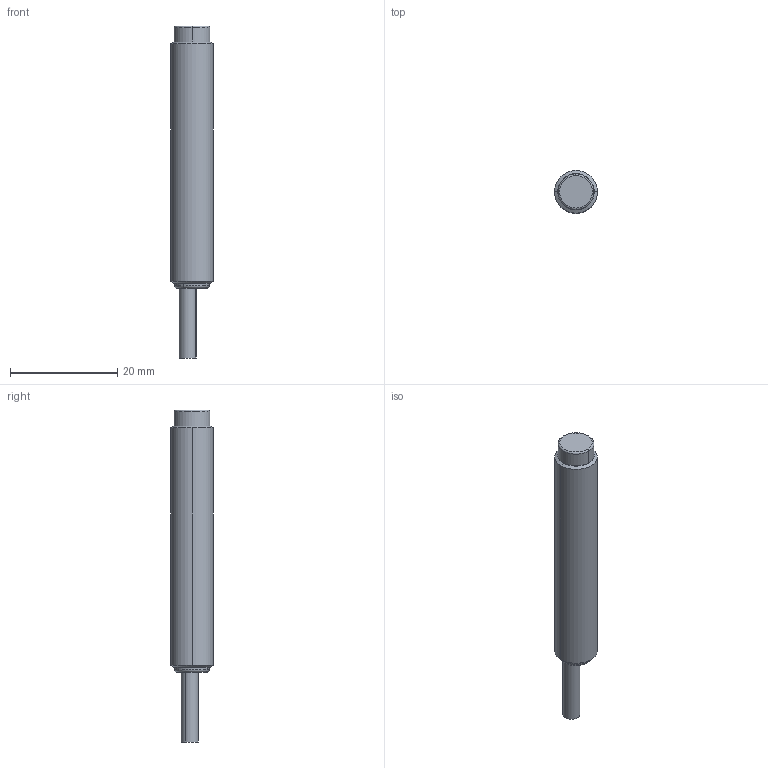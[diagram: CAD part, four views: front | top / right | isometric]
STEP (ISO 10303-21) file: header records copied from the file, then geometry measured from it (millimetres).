
FILE_DESCRIPTION((''),'2;1');
FILE_NAME('M8_LONG_NO_FLUSH_CABLE_ASM','2018-05-23T',('Eric.Zhang'),(''),'PRO/ENGINEER BY PARAMETRIC TECHNOLOGY CORPORATION, 2007450','PRO/ENGINEER BY PARAMETRIC TECHNOLOGY CORPORATION, 2007450','');
FILE_SCHEMA(('AUTOMOTIVE_DESIGN_CC2 { 1 2 10303 214 -1 1 5 2 }'));
Length unit declared in the file: millimetre
Products named in the file (10): 84-014; 93-092; 28-503; 93-095; FERRITE_PIN; M8_LONG_CABLE_NO_FLUSH_PCB; 93-093; 57-240; COMPOUND_LNC; M8_LONG_NO_FLUSH_CABLE_ASM
Assembly tree (10 placements, depth 2):
  M8_LONG_NO_FLUSH_CABLE_ASM
    84-014
    93-092
    28-503
    93-095
    FERRITE_PIN  x2
    M8_LONG_CABLE_NO_FLUSH_PCB
    93-093
    57-240
    COMPOUND_LNC
Bounding box: 7.97 x 7.97 x 62 mm (x, y, z)
Volume: 2482 mm3; surface area: 5150.4 mm2
Topology: 10 solids, 10 shells, 314 faces, 815 edges, 542 vertices
Faces by surface type: plane 141, cylinder 138, cone 20, torus 13, bspline 2
Entity records: 11411 total; most frequent: CARTESIAN_POINT 2313, DIRECTION 1660, ORIENTED_EDGE 1618, EDGE_CURVE 809, AXIS2_PLACEMENT_3D 640, VERTEX_POINT 538, VECTOR 380, LINE 380
